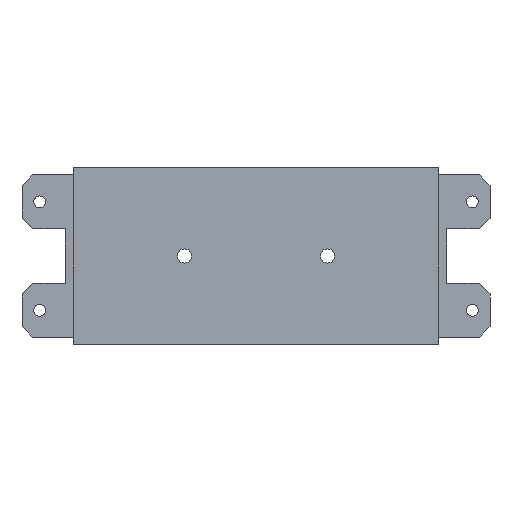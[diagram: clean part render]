
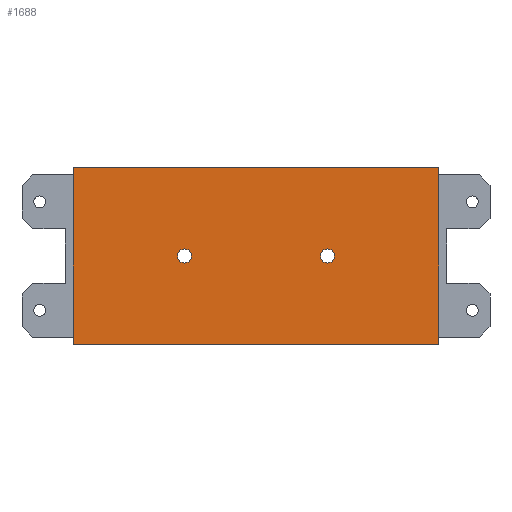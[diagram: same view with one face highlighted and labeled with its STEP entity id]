
A CAD part, top view. The second image highlights one B-rep face of the part: STEP entity #1688.
In plain terms, the highlighted planar face has unit normal (0, 0, 1).
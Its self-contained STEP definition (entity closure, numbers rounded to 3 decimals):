
#360=DIRECTION('',(0.,1.,0.));
#361=VECTOR('',#360,81.4);
#362=CARTESIAN_POINT('',(219.349,191.733,2.));
#363=LINE('',#362,#361);
#367=DIRECTION('',(1.,0.,0.));
#368=VECTOR('',#367,168.6);
#369=CARTESIAN_POINT('',(50.749,191.733,2.));
#370=LINE('',#369,#368);
#374=DIRECTION('',(0.,-1.,0.));
#375=VECTOR('',#374,81.4);
#376=CARTESIAN_POINT('',(50.749,273.133,2.));
#377=LINE('',#376,#375);
#381=DIRECTION('',(-1.,0.,0.));
#382=VECTOR('',#381,168.6);
#383=CARTESIAN_POINT('',(219.349,273.133,2.));
#384=LINE('',#383,#382);
#388=CARTESIAN_POINT('',(168.049,232.433,2.));
#389=DIRECTION('',(0.,0.,-1.));
#390=DIRECTION('',(-1.,0.,0.));
#391=AXIS2_PLACEMENT_3D('',#388,#389,#390);
#396=CARTESIAN_POINT('',(168.049,232.433,2.));
#397=DIRECTION('',(0.,0.,-1.));
#398=DIRECTION('',(1.,0.,0.));
#399=AXIS2_PLACEMENT_3D('',#396,#397,#398);
#404=CARTESIAN_POINT('',(102.049,232.433,2.));
#405=DIRECTION('',(0.,0.,-1.));
#406=DIRECTION('',(-1.,0.,0.));
#407=AXIS2_PLACEMENT_3D('',#404,#405,#406);
#412=CARTESIAN_POINT('',(102.049,232.433,2.));
#413=DIRECTION('',(0.,0.,-1.));
#414=DIRECTION('',(1.,0.,0.));
#415=AXIS2_PLACEMENT_3D('',#412,#413,#414);
#1318=CARTESIAN_POINT('',(219.349,191.733,2.));
#1319=CARTESIAN_POINT('',(219.349,273.133,2.));
#1320=VERTEX_POINT('',#1318);
#1321=VERTEX_POINT('',#1319);
#1326=CARTESIAN_POINT('',(50.749,191.733,2.));
#1327=VERTEX_POINT('',#1326);
#1330=CARTESIAN_POINT('',(50.749,273.133,2.));
#1331=VERTEX_POINT('',#1330);
#1334=CARTESIAN_POINT('',(98.799,232.433,2.));
#1336=VERTEX_POINT('',#1334);
#1338=CARTESIAN_POINT('',(105.299,232.433,2.));
#1339=VERTEX_POINT('',#1338);
#1342=CARTESIAN_POINT('',(164.799,232.433,2.));
#1344=VERTEX_POINT('',#1342);
#1346=CARTESIAN_POINT('',(171.299,232.433,2.));
#1347=VERTEX_POINT('',#1346);
#1664=CARTESIAN_POINT('',(135.049,232.433,2.));
#1665=DIRECTION('',(0.,0.,1.));
#1666=DIRECTION('',(1.,0.,0.));
#1667=AXIS2_PLACEMENT_3D('',#1664,#1665,#1666);
#1668=PLANE('',#1667);
#1669=ORIENTED_EDGE('',*,*,#1543,.F.);
#1671=ORIENTED_EDGE('',*,*,#1670,.F.);
#1673=ORIENTED_EDGE('',*,*,#1672,.F.);
#1675=ORIENTED_EDGE('',*,*,#1674,.F.);
#1676=EDGE_LOOP('',(#1669,#1671,#1673,#1675));
#1677=FACE_OUTER_BOUND('',#1676,.F.);
#1678=ORIENTED_EDGE('',*,*,#1650,.F.);
#1679=ORIENTED_EDGE('',*,*,#1632,.F.);
#1680=EDGE_LOOP('',(#1678,#1679));
#1681=FACE_BOUND('',#1680,.F.);
#1683=ORIENTED_EDGE('',*,*,#1682,.F.);
#1685=ORIENTED_EDGE('',*,*,#1684,.F.);
#1686=EDGE_LOOP('',(#1683,#1685));
#1687=FACE_BOUND('',#1686,.F.);
#392=CIRCLE('',#391,3.25);
#400=CIRCLE('',#399,3.25);
#408=CIRCLE('',#407,3.25);
#416=CIRCLE('',#415,3.25);
#1543=EDGE_CURVE('',#1320,#1321,#363,.T.);
#1632=EDGE_CURVE('',#1347,#1344,#400,.T.);
#1650=EDGE_CURVE('',#1344,#1347,#392,.T.);
#1670=EDGE_CURVE('',#1327,#1320,#370,.T.);
#1672=EDGE_CURVE('',#1331,#1327,#377,.T.);
#1674=EDGE_CURVE('',#1321,#1331,#384,.T.);
#1682=EDGE_CURVE('',#1336,#1339,#408,.T.);
#1684=EDGE_CURVE('',#1339,#1336,#416,.T.);
#1688=ADVANCED_FACE('',(#1677,#1681,#1687),#1668,.T.);
